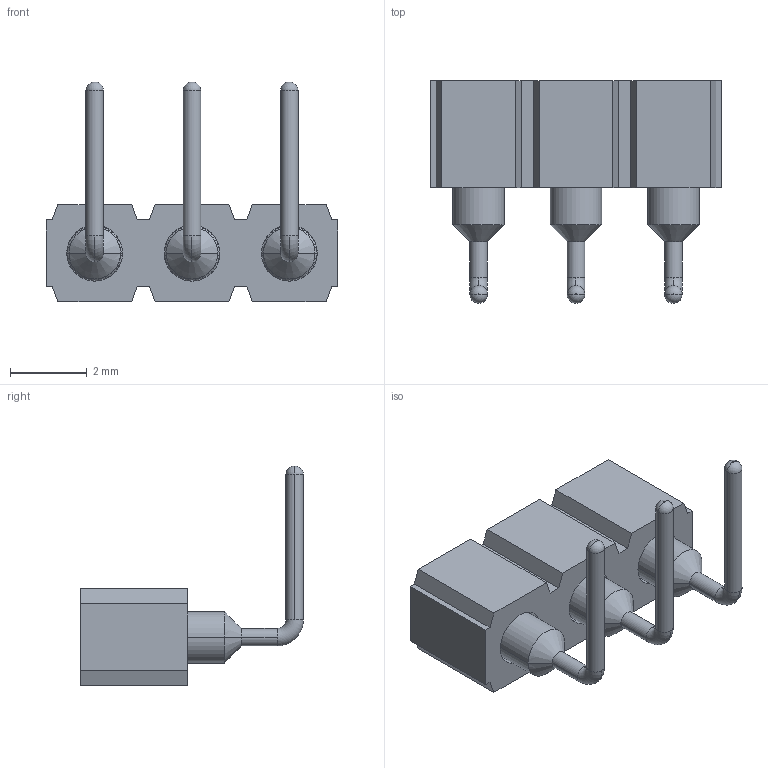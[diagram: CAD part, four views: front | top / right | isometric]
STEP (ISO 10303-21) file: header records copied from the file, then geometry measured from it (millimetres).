
FILE_DESCRIPTION (( 'STEP AP214' ), '1' );
FILE_NAME ('mill-max-399-10-103-10-008000.step', '2020-03-10T06:05:21', ( '' ), ( '' ), 'SwSTEP 2.0', 'SolidWorks 2019', '' );
FILE_SCHEMA (( 'AUTOMOTIVE_DESIGN' ));
Length unit declared in the file: inch
Products named in the file (3): mill-max-399-10-103-10-008000; mill-max-399-10-103-10-008000_1940BENT_default; mill-max-399-10-103-10-008000_P3XX-11-010-00-000000_P303-11-010-00-000000
Assembly tree (4 placements, depth 2):
  mill-max-399-10-103-10-008000
    mill-max-399-10-103-10-008000_P3XX-11-010-00-000000_P303-11-010-00-000000
    mill-max-399-10-103-10-008000_1940BENT_default  x3
Bounding box: 7.62 x 5.81 x 5.74 mm (x, y, z)
Volume: 56.9 mm3; surface area: 227.5 mm2
Topology: 4 solids, 4 shells, 663 faces, 1644 edges, 995 vertices
Faces by surface type: plane 456, cylinder 183, torus 12, cone 12
Entity records: 7633 total; most frequent: CARTESIAN_POINT 1547, ORIENTED_EDGE 1256, DIRECTION 1247, EDGE_CURVE 628, AXIS2_PLACEMENT_3D 453, VERTEX_POINT 385, VECTOR 341, LINE 341
